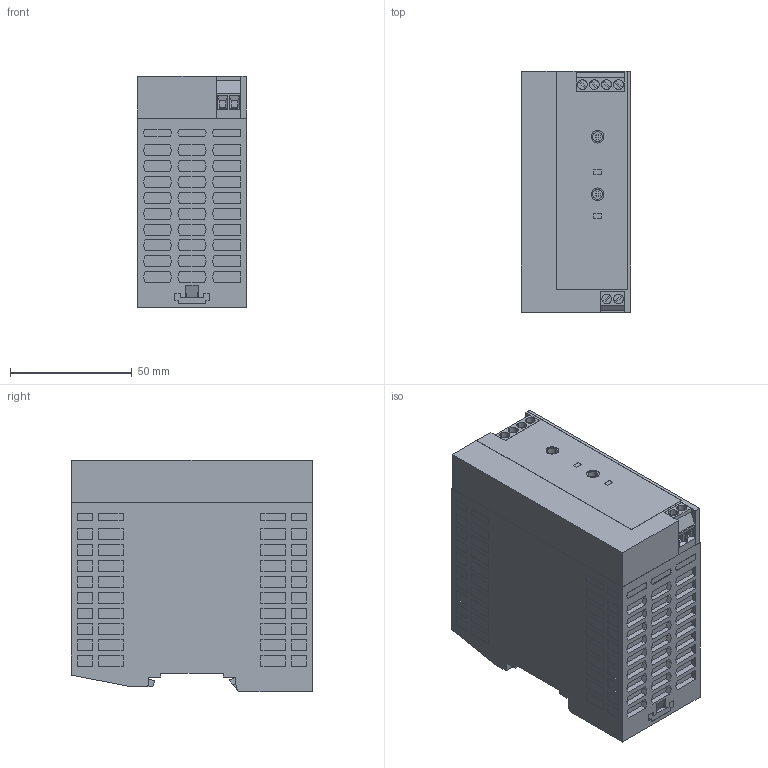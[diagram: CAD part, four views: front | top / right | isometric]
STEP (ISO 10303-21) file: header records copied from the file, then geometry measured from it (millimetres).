
FILE_DESCRIPTION(('Creo Elements/Direct Modeling STEP Export'),'2;1');
FILE_NAME('model.stp','2020-04-14T 9:14:30',(''),(''),'Creo Elements/Direct Modeling STEP processor for AP214 (Solid Model)','Creo Elements/Direct Modeling 20.1A 29-Sep-2018 (C) Parametric Technology GmbH','');
FILE_SCHEMA(('AUTOMOTIVE_DESIGN { 1 0 10303 214 1 1 1 1 }'));
Length unit declared in the file: millimetre
Products named in the file (2): QUINT4_PS_1AC_24DC_3.8_SC-select
Assembly tree (1 placements, depth 2):
  QUINT4_PS_1AC_24DC_3.8_SC-select
    QUINT4_PS_1AC_24DC_3.8_SC-select
Bounding box: 45 x 99 x 95 mm (x, y, z)
Volume: 397945.9 mm3; surface area: 40740.3 mm2
Topology: 1 solids, 1 shells, 970 faces, 2433 edges, 1608 vertices
Faces by surface type: plane 950, cylinder 20
Entity records: 35591 total; most frequent: CARTESIAN_POINT 4899, ORIENTED_EDGE 4866, DIRECTION 4220, EDGE_CURVE 2433, VECTOR 2362, LINE 2362, VERTEX_POINT 1608, EDGE_LOOP 1113
